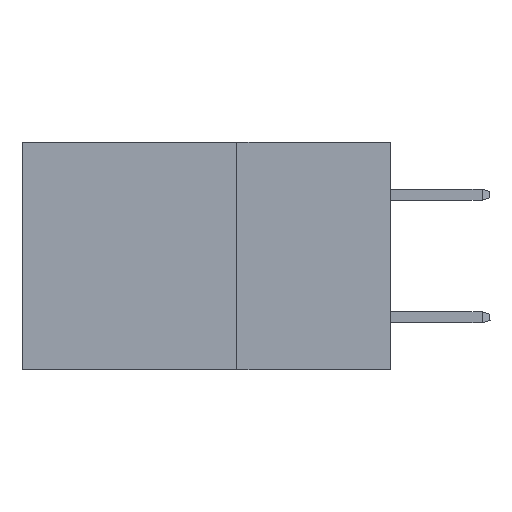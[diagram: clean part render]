
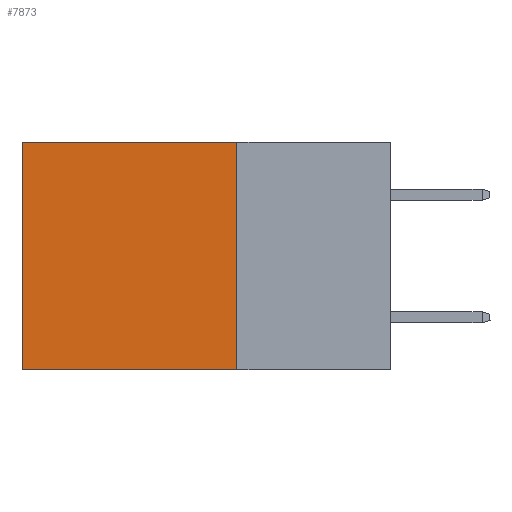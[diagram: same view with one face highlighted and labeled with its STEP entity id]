
A CAD part, left-side view. The second image highlights one B-rep face of the part: STEP entity #7873.
In plain terms, the highlighted planar face has unit normal (-1, 0, 0).
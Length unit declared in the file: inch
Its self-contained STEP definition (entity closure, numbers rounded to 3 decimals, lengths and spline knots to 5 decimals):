
#371 = CARTESIAN_POINT ( 'NONE',  ( 0.2875, 0.25, 0. ) ) ;
#526 = DIRECTION ( 'NONE',  ( 0., 1., 0. ) ) ;
#1197 = VECTOR ( 'NONE', #526, 39.37008 ) ;
#1402 = VERTEX_POINT ( 'NONE', #6326 ) ;
#1838 = CARTESIAN_POINT ( 'NONE',  ( 0.2875, 0.6, 0. ) ) ;
#2165 = DIRECTION ( 'NONE',  ( 0., 0., -1. ) ) ;
#2403 = VECTOR ( 'NONE', #11573, 39.37008 ) ;
#2613 = CARTESIAN_POINT ( 'NONE',  ( 0.2875, 0.25, -0.37 ) ) ;
#2755 = DIRECTION ( 'NONE',  ( 0., 1., 0. ) ) ;
#2787 = ORIENTED_EDGE ( 'NONE', *, *, #6934, .T. ) ;
#3073 = CARTESIAN_POINT ( 'NONE',  ( 0.2875, 0.25, 0. ) ) ;
#3283 = CARTESIAN_POINT ( 'NONE',  ( 0.2875, 0.6, 0. ) ) ;
#3692 = DIRECTION ( 'NONE',  ( 0., 0., -1. ) ) ;
#4780 = EDGE_CURVE ( 'NONE', #13462, #9814, #8209, .T. ) ;
#5295 = LINE ( 'NONE', #1838, #2403 ) ;
#5453 = VERTEX_POINT ( 'NONE', #3283 ) ;
#6326 = CARTESIAN_POINT ( 'NONE',  ( 0.2875, 0.25, 0. ) ) ;
#6431 = CARTESIAN_POINT ( 'NONE',  ( 0.2875, 0.6, -0.37 ) ) ;
#6650 = VECTOR ( 'NONE', #3692, 39.37008 ) ;
#6934 = EDGE_CURVE ( 'NONE', #1402, #5453, #11024, .T. ) ;
#7408 = DIRECTION ( 'NONE',  ( 1., 0., 0. ) ) ;
#7873 = ADVANCED_FACE ( 'NONE', ( #13678 ), #11757, .F. ) ;
#8209 = LINE ( 'NONE', #2613, #8552 ) ;
#8499 = LINE ( 'NONE', #9083, #6650 ) ;
#8552 = VECTOR ( 'NONE', #2755, 39.37008 ) ;
#9083 = CARTESIAN_POINT ( 'NONE',  ( 0.2875, 0.25, 0. ) ) ;
#9312 = ORIENTED_EDGE ( 'NONE', *, *, #11064, .F. ) ;
#9814 = VERTEX_POINT ( 'NONE', #6431 ) ;
#10350 = CARTESIAN_POINT ( 'NONE',  ( 0.2875, 0.25, -0.37 ) ) ;
#10801 = ORIENTED_EDGE ( 'NONE', *, *, #4780, .F. ) ;
#11024 = LINE ( 'NONE', #371, #1197 ) ;
#11064 = EDGE_CURVE ( 'NONE', #1402, #13462, #8499, .T. ) ;
#11573 = DIRECTION ( 'NONE',  ( 0., 0., -1. ) ) ;
#11757 = PLANE ( 'NONE',  #12325 ) ;
#12325 = AXIS2_PLACEMENT_3D ( 'NONE', #3073, #7408, #2165 ) ;
#12395 = EDGE_LOOP ( 'NONE', ( #12673, #10801, #9312, #2787 ) ) ;
#12673 = ORIENTED_EDGE ( 'NONE', *, *, #13416, .T. ) ;
#13416 = EDGE_CURVE ( 'NONE', #5453, #9814, #5295, .T. ) ;
#13462 = VERTEX_POINT ( 'NONE', #10350 ) ;
#13678 = FACE_OUTER_BOUND ( 'NONE', #12395, .T. ) ;
